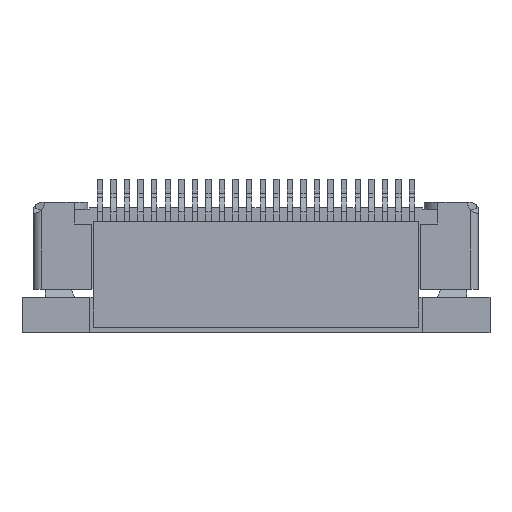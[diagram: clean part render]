
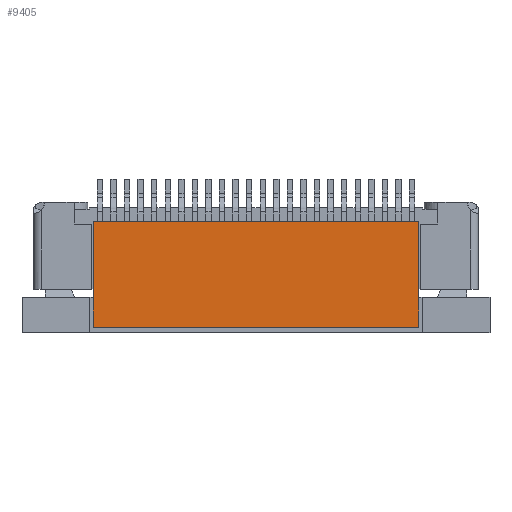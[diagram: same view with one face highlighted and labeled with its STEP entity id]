
A CAD part, top view. The second image highlights one B-rep face of the part: STEP entity #9405.
In plain terms, the highlighted planar face has unit normal (0, 0, 1).
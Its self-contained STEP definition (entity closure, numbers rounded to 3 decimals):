
#1779 = VERTEX_POINT('',#1780);
#1780 = CARTESIAN_POINT('',(6.,-1.25,2.1));
#1786 = EDGE_CURVE('',#1779,#1787,#1789,.T.);
#1787 = VERTEX_POINT('',#1788);
#1788 = CARTESIAN_POINT('',(-6.,-1.25,2.1));
#1789 = LINE('',#1790,#1791);
#1790 = CARTESIAN_POINT('',(0.,-1.25,2.1));
#1791 = VECTOR('',#1792,1.);
#1792 = DIRECTION('',(-1.,0.,0.));
#9361 = EDGE_CURVE('',#1787,#9362,#9364,.T.);
#9362 = VERTEX_POINT('',#9363);
#9363 = CARTESIAN_POINT('',(-6.,-5.15,2.1));
#9364 = LINE('',#9365,#9366);
#9365 = CARTESIAN_POINT('',(-6.,-3.208,2.1));
#9366 = VECTOR('',#9367,1.);
#9367 = DIRECTION('',(0.,-1.,0.));
#9405 = ADVANCED_FACE('',(#9406),#9424,.F.);
#9406 = FACE_BOUND('',#9407,.F.);
#9407 = EDGE_LOOP('',(#9408,#9416,#9422,#9423));
#9408 = ORIENTED_EDGE('',*,*,#9409,.T.);
#9409 = EDGE_CURVE('',#1779,#9410,#9412,.T.);
#9410 = VERTEX_POINT('',#9411);
#9411 = CARTESIAN_POINT('',(6.,-5.15,2.1));
#9412 = LINE('',#9413,#9414);
#9413 = CARTESIAN_POINT('',(6.,-3.75,2.1));
#9414 = VECTOR('',#9415,1.);
#9415 = DIRECTION('',(0.,-1.,0.));
#9416 = ORIENTED_EDGE('',*,*,#9417,.T.);
#9417 = EDGE_CURVE('',#9410,#9362,#9418,.T.);
#9418 = LINE('',#9419,#9420);
#9419 = CARTESIAN_POINT('',(6.,-5.15,2.1));
#9420 = VECTOR('',#9421,1.);
#9421 = DIRECTION('',(-1.,0.,0.));
#9422 = ORIENTED_EDGE('',*,*,#9361,.F.);
#9423 = ORIENTED_EDGE('',*,*,#1786,.F.);
#9424 = PLANE('',#9425);
#9425 = AXIS2_PLACEMENT_3D('',#9426,#9427,#9428);
#9426 = CARTESIAN_POINT('',(0.,-2.824,2.1));
#9427 = DIRECTION('',(0.,0.,-1.));
#9428 = DIRECTION('',(0.,1.,0.));
